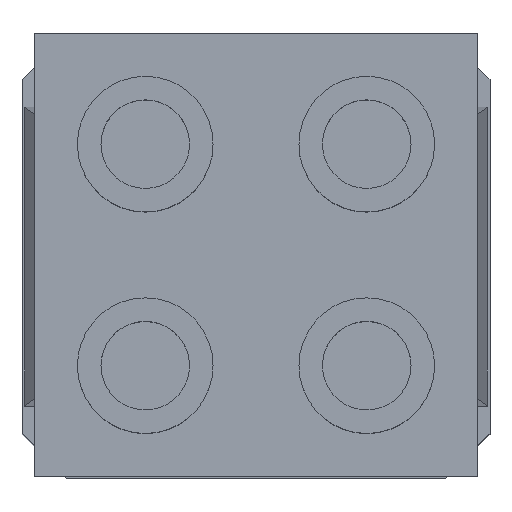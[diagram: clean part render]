
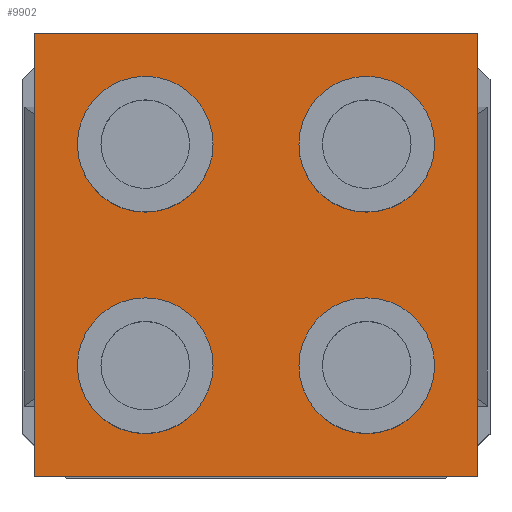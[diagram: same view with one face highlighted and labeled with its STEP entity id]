
A CAD part, top view. The second image highlights one B-rep face of the part: STEP entity #9902.
In plain terms, the highlighted planar face has unit normal (0, 0, 1).
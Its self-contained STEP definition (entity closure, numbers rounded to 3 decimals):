
#7889 = PLANE('',#7890);
#7890 = AXIS2_PLACEMENT_3D('',#7891,#7892,#7893);
#7891 = CARTESIAN_POINT('',(-8.,-8.,36.8));
#7892 = DIRECTION('',(0.,1.,0.));
#7893 = DIRECTION('',(0.,0.,1.));
#8579 = PLANE('',#8580);
#8580 = AXIS2_PLACEMENT_3D('',#8581,#8582,#8583);
#8581 = CARTESIAN_POINT('',(8.,-8.,36.8));
#8582 = DIRECTION('',(1.,0.,0.));
#8583 = DIRECTION('',(0.,0.,1.));
#8756 = PLANE('',#8757);
#8757 = AXIS2_PLACEMENT_3D('',#8758,#8759,#8760);
#8758 = CARTESIAN_POINT('',(-8.,8.,36.8));
#8759 = DIRECTION('',(0.,1.,0.));
#8760 = DIRECTION('',(0.,0.,1.));
#8986 = PLANE('',#8987);
#8987 = AXIS2_PLACEMENT_3D('',#8988,#8989,#8990);
#8988 = CARTESIAN_POINT('',(-8.,-8.,36.8));
#8989 = DIRECTION('',(1.,0.,0.));
#8990 = DIRECTION('',(0.,0.,1.));
#9544 = VERTEX_POINT('',#9545);
#9545 = CARTESIAN_POINT('',(-8.,-8.,38.4));
#9566 = EDGE_CURVE('',#9544,#9567,#9569,.T.);
#9567 = VERTEX_POINT('',#9568);
#9568 = CARTESIAN_POINT('',(8.,-8.,38.4));
#9569 = SURFACE_CURVE('',#9570,(#9574,#9581),.PCURVE_S1.);
#9570 = LINE('',#9571,#9572);
#9571 = CARTESIAN_POINT('',(-8.,-8.,38.4));
#9572 = VECTOR('',#9573,1.);
#9573 = DIRECTION('',(1.,0.,0.));
#9574 = PCURVE('',#7889,#9575);
#9575 = DEFINITIONAL_REPRESENTATION('',(#9576),#9580);
#9576 = LINE('',#9577,#9578);
#9577 = CARTESIAN_POINT('',(1.6,0.));
#9578 = VECTOR('',#9579,1.);
#9579 = DIRECTION('',(0.,1.));
#9580 = ( GEOMETRIC_REPRESENTATION_CONTEXT(2) 
PARAMETRIC_REPRESENTATION_CONTEXT() REPRESENTATION_CONTEXT('2D SPACE',''
  ) );
#9581 = PCURVE('',#9582,#9587);
#9582 = PLANE('',#9583);
#9583 = AXIS2_PLACEMENT_3D('',#9584,#9585,#9586);
#9584 = CARTESIAN_POINT('',(-8.,-8.,38.4));
#9585 = DIRECTION('',(0.,0.,1.));
#9586 = DIRECTION('',(1.,0.,0.));
#9587 = DEFINITIONAL_REPRESENTATION('',(#9588),#9592);
#9588 = LINE('',#9589,#9590);
#9589 = CARTESIAN_POINT('',(0.,0.));
#9590 = VECTOR('',#9591,1.);
#9591 = DIRECTION('',(1.,0.));
#9592 = ( GEOMETRIC_REPRESENTATION_CONTEXT(2) 
PARAMETRIC_REPRESENTATION_CONTEXT() REPRESENTATION_CONTEXT('2D SPACE',''
  ) );
#9694 = VERTEX_POINT('',#9695);
#9695 = CARTESIAN_POINT('',(8.,8.,38.4));
#9716 = EDGE_CURVE('',#9567,#9694,#9717,.T.);
#9717 = SURFACE_CURVE('',#9718,(#9722,#9729),.PCURVE_S1.);
#9718 = LINE('',#9719,#9720);
#9719 = CARTESIAN_POINT('',(8.,-8.,38.4));
#9720 = VECTOR('',#9721,1.);
#9721 = DIRECTION('',(0.,1.,0.));
#9722 = PCURVE('',#8579,#9723);
#9723 = DEFINITIONAL_REPRESENTATION('',(#9724),#9728);
#9724 = LINE('',#9725,#9726);
#9725 = CARTESIAN_POINT('',(1.6,0.));
#9726 = VECTOR('',#9727,1.);
#9727 = DIRECTION('',(0.,-1.));
#9728 = ( GEOMETRIC_REPRESENTATION_CONTEXT(2) 
PARAMETRIC_REPRESENTATION_CONTEXT() REPRESENTATION_CONTEXT('2D SPACE',''
  ) );
#9729 = PCURVE('',#9582,#9730);
#9730 = DEFINITIONAL_REPRESENTATION('',(#9731),#9735);
#9731 = LINE('',#9732,#9733);
#9732 = CARTESIAN_POINT('',(16.,0.));
#9733 = VECTOR('',#9734,1.);
#9734 = DIRECTION('',(0.,1.));
#9735 = ( GEOMETRIC_REPRESENTATION_CONTEXT(2) 
PARAMETRIC_REPRESENTATION_CONTEXT() REPRESENTATION_CONTEXT('2D SPACE',''
  ) );
#9748 = VERTEX_POINT('',#9749);
#9749 = CARTESIAN_POINT('',(-8.,8.,38.4));
#9770 = EDGE_CURVE('',#9748,#9694,#9771,.T.);
#9771 = SURFACE_CURVE('',#9772,(#9776,#9783),.PCURVE_S1.);
#9772 = LINE('',#9773,#9774);
#9773 = CARTESIAN_POINT('',(-8.,8.,38.4));
#9774 = VECTOR('',#9775,1.);
#9775 = DIRECTION('',(1.,0.,0.));
#9776 = PCURVE('',#8756,#9777);
#9777 = DEFINITIONAL_REPRESENTATION('',(#9778),#9782);
#9778 = LINE('',#9779,#9780);
#9779 = CARTESIAN_POINT('',(1.6,0.));
#9780 = VECTOR('',#9781,1.);
#9781 = DIRECTION('',(0.,1.));
#9782 = ( GEOMETRIC_REPRESENTATION_CONTEXT(2) 
PARAMETRIC_REPRESENTATION_CONTEXT() REPRESENTATION_CONTEXT('2D SPACE',''
  ) );
#9783 = PCURVE('',#9582,#9784);
#9784 = DEFINITIONAL_REPRESENTATION('',(#9785),#9789);
#9785 = LINE('',#9786,#9787);
#9786 = CARTESIAN_POINT('',(0.,16.));
#9787 = VECTOR('',#9788,1.);
#9788 = DIRECTION('',(1.,0.));
#9789 = ( GEOMETRIC_REPRESENTATION_CONTEXT(2) 
PARAMETRIC_REPRESENTATION_CONTEXT() REPRESENTATION_CONTEXT('2D SPACE',''
  ) );
#9827 = EDGE_CURVE('',#9544,#9748,#9828,.T.);
#9828 = SURFACE_CURVE('',#9829,(#9833,#9840),.PCURVE_S1.);
#9829 = LINE('',#9830,#9831);
#9830 = CARTESIAN_POINT('',(-8.,-8.,38.4));
#9831 = VECTOR('',#9832,1.);
#9832 = DIRECTION('',(0.,1.,0.));
#9833 = PCURVE('',#8986,#9834);
#9834 = DEFINITIONAL_REPRESENTATION('',(#9835),#9839);
#9835 = LINE('',#9836,#9837);
#9836 = CARTESIAN_POINT('',(1.6,0.));
#9837 = VECTOR('',#9838,1.);
#9838 = DIRECTION('',(0.,-1.));
#9839 = ( GEOMETRIC_REPRESENTATION_CONTEXT(2) 
PARAMETRIC_REPRESENTATION_CONTEXT() REPRESENTATION_CONTEXT('2D SPACE',''
  ) );
#9840 = PCURVE('',#9582,#9841);
#9841 = DEFINITIONAL_REPRESENTATION('',(#9842),#9846);
#9842 = LINE('',#9843,#9844);
#9843 = CARTESIAN_POINT('',(0.,0.));
#9844 = VECTOR('',#9845,1.);
#9845 = DIRECTION('',(0.,1.));
#9846 = ( GEOMETRIC_REPRESENTATION_CONTEXT(2) 
PARAMETRIC_REPRESENTATION_CONTEXT() REPRESENTATION_CONTEXT('2D SPACE',''
  ) );
#9902 = ADVANCED_FACE('',(#9903,#9909,#9940,#9971,#10002),#9582,.T.);
#9903 = FACE_BOUND('',#9904,.T.);
#9904 = EDGE_LOOP('',(#9905,#9906,#9907,#9908));
#9905 = ORIENTED_EDGE('',*,*,#9827,.F.);
#9906 = ORIENTED_EDGE('',*,*,#9566,.T.);
#9907 = ORIENTED_EDGE('',*,*,#9716,.T.);
#9908 = ORIENTED_EDGE('',*,*,#9770,.F.);
#9909 = FACE_BOUND('',#9910,.T.);
#9910 = EDGE_LOOP('',(#9911));
#9911 = ORIENTED_EDGE('',*,*,#9912,.F.);
#9912 = EDGE_CURVE('',#9913,#9913,#9915,.T.);
#9913 = VERTEX_POINT('',#9914);
#9914 = CARTESIAN_POINT('',(-1.55,-4.,38.4));
#9915 = SURFACE_CURVE('',#9916,(#9921,#9928),.PCURVE_S1.);
#9916 = CIRCLE('',#9917,2.45);
#9917 = AXIS2_PLACEMENT_3D('',#9918,#9919,#9920);
#9918 = CARTESIAN_POINT('',(-4.,-4.,38.4));
#9919 = DIRECTION('',(0.,0.,1.));
#9920 = DIRECTION('',(1.,0.,0.));
#9921 = PCURVE('',#9582,#9922);
#9922 = DEFINITIONAL_REPRESENTATION('',(#9923),#9927);
#9923 = CIRCLE('',#9924,2.45);
#9924 = AXIS2_PLACEMENT_2D('',#9925,#9926);
#9925 = CARTESIAN_POINT('',(4.,4.));
#9926 = DIRECTION('',(1.,0.));
#9927 = ( GEOMETRIC_REPRESENTATION_CONTEXT(2) 
PARAMETRIC_REPRESENTATION_CONTEXT() REPRESENTATION_CONTEXT('2D SPACE',''
  ) );
#9928 = PCURVE('',#9929,#9934);
#9929 = CYLINDRICAL_SURFACE('',#9930,2.45);
#9930 = AXIS2_PLACEMENT_3D('',#9931,#9932,#9933);
#9931 = CARTESIAN_POINT('',(-4.,-4.,38.4));
#9932 = DIRECTION('',(0.,0.,1.));
#9933 = DIRECTION('',(1.,0.,0.));
#9934 = DEFINITIONAL_REPRESENTATION('',(#9935),#9939);
#9935 = LINE('',#9936,#9937);
#9936 = CARTESIAN_POINT('',(0.,0.));
#9937 = VECTOR('',#9938,1.);
#9938 = DIRECTION('',(1.,0.));
#9939 = ( GEOMETRIC_REPRESENTATION_CONTEXT(2) 
PARAMETRIC_REPRESENTATION_CONTEXT() REPRESENTATION_CONTEXT('2D SPACE',''
  ) );
#9940 = FACE_BOUND('',#9941,.T.);
#9941 = EDGE_LOOP('',(#9942));
#9942 = ORIENTED_EDGE('',*,*,#9943,.F.);
#9943 = EDGE_CURVE('',#9944,#9944,#9946,.T.);
#9944 = VERTEX_POINT('',#9945);
#9945 = CARTESIAN_POINT('',(6.45,-4.,38.4));
#9946 = SURFACE_CURVE('',#9947,(#9952,#9959),.PCURVE_S1.);
#9947 = CIRCLE('',#9948,2.45);
#9948 = AXIS2_PLACEMENT_3D('',#9949,#9950,#9951);
#9949 = CARTESIAN_POINT('',(4.,-4.,38.4));
#9950 = DIRECTION('',(0.,0.,1.));
#9951 = DIRECTION('',(1.,0.,0.));
#9952 = PCURVE('',#9582,#9953);
#9953 = DEFINITIONAL_REPRESENTATION('',(#9954),#9958);
#9954 = CIRCLE('',#9955,2.45);
#9955 = AXIS2_PLACEMENT_2D('',#9956,#9957);
#9956 = CARTESIAN_POINT('',(12.,4.));
#9957 = DIRECTION('',(1.,0.));
#9958 = ( GEOMETRIC_REPRESENTATION_CONTEXT(2) 
PARAMETRIC_REPRESENTATION_CONTEXT() REPRESENTATION_CONTEXT('2D SPACE',''
  ) );
#9959 = PCURVE('',#9960,#9965);
#9960 = CYLINDRICAL_SURFACE('',#9961,2.45);
#9961 = AXIS2_PLACEMENT_3D('',#9962,#9963,#9964);
#9962 = CARTESIAN_POINT('',(4.,-4.,38.4));
#9963 = DIRECTION('',(0.,0.,1.));
#9964 = DIRECTION('',(1.,0.,0.));
#9965 = DEFINITIONAL_REPRESENTATION('',(#9966),#9970);
#9966 = LINE('',#9967,#9968);
#9967 = CARTESIAN_POINT('',(0.,0.));
#9968 = VECTOR('',#9969,1.);
#9969 = DIRECTION('',(1.,0.));
#9970 = ( GEOMETRIC_REPRESENTATION_CONTEXT(2) 
PARAMETRIC_REPRESENTATION_CONTEXT() REPRESENTATION_CONTEXT('2D SPACE',''
  ) );
#9971 = FACE_BOUND('',#9972,.T.);
#9972 = EDGE_LOOP('',(#9973));
#9973 = ORIENTED_EDGE('',*,*,#9974,.F.);
#9974 = EDGE_CURVE('',#9975,#9975,#9977,.T.);
#9975 = VERTEX_POINT('',#9976);
#9976 = CARTESIAN_POINT('',(-1.55,4.,38.4));
#9977 = SURFACE_CURVE('',#9978,(#9983,#9990),.PCURVE_S1.);
#9978 = CIRCLE('',#9979,2.45);
#9979 = AXIS2_PLACEMENT_3D('',#9980,#9981,#9982);
#9980 = CARTESIAN_POINT('',(-4.,4.,38.4));
#9981 = DIRECTION('',(0.,0.,1.));
#9982 = DIRECTION('',(1.,0.,0.));
#9983 = PCURVE('',#9582,#9984);
#9984 = DEFINITIONAL_REPRESENTATION('',(#9985),#9989);
#9985 = CIRCLE('',#9986,2.45);
#9986 = AXIS2_PLACEMENT_2D('',#9987,#9988);
#9987 = CARTESIAN_POINT('',(4.,12.));
#9988 = DIRECTION('',(1.,0.));
#9989 = ( GEOMETRIC_REPRESENTATION_CONTEXT(2) 
PARAMETRIC_REPRESENTATION_CONTEXT() REPRESENTATION_CONTEXT('2D SPACE',''
  ) );
#9990 = PCURVE('',#9991,#9996);
#9991 = CYLINDRICAL_SURFACE('',#9992,2.45);
#9992 = AXIS2_PLACEMENT_3D('',#9993,#9994,#9995);
#9993 = CARTESIAN_POINT('',(-4.,4.,38.4));
#9994 = DIRECTION('',(0.,0.,1.));
#9995 = DIRECTION('',(1.,0.,0.));
#9996 = DEFINITIONAL_REPRESENTATION('',(#9997),#10001);
#9997 = LINE('',#9998,#9999);
#9998 = CARTESIAN_POINT('',(0.,0.));
#9999 = VECTOR('',#10000,1.);
#10000 = DIRECTION('',(1.,0.));
#10001 = ( GEOMETRIC_REPRESENTATION_CONTEXT(2) 
PARAMETRIC_REPRESENTATION_CONTEXT() REPRESENTATION_CONTEXT('2D SPACE',''
  ) );
#10002 = FACE_BOUND('',#10003,.T.);
#10003 = EDGE_LOOP('',(#10004));
#10004 = ORIENTED_EDGE('',*,*,#10005,.F.);
#10005 = EDGE_CURVE('',#10006,#10006,#10008,.T.);
#10006 = VERTEX_POINT('',#10007);
#10007 = CARTESIAN_POINT('',(6.45,4.,38.4));
#10008 = SURFACE_CURVE('',#10009,(#10014,#10021),.PCURVE_S1.);
#10009 = CIRCLE('',#10010,2.45);
#10010 = AXIS2_PLACEMENT_3D('',#10011,#10012,#10013);
#10011 = CARTESIAN_POINT('',(4.,4.,38.4));
#10012 = DIRECTION('',(0.,0.,1.));
#10013 = DIRECTION('',(1.,0.,0.));
#10014 = PCURVE('',#9582,#10015);
#10015 = DEFINITIONAL_REPRESENTATION('',(#10016),#10020);
#10016 = CIRCLE('',#10017,2.45);
#10017 = AXIS2_PLACEMENT_2D('',#10018,#10019);
#10018 = CARTESIAN_POINT('',(12.,12.));
#10019 = DIRECTION('',(1.,0.));
#10020 = ( GEOMETRIC_REPRESENTATION_CONTEXT(2) 
PARAMETRIC_REPRESENTATION_CONTEXT() REPRESENTATION_CONTEXT('2D SPACE',''
  ) );
#10021 = PCURVE('',#10022,#10027);
#10022 = CYLINDRICAL_SURFACE('',#10023,2.45);
#10023 = AXIS2_PLACEMENT_3D('',#10024,#10025,#10026);
#10024 = CARTESIAN_POINT('',(4.,4.,38.4));
#10025 = DIRECTION('',(0.,0.,1.));
#10026 = DIRECTION('',(1.,0.,0.));
#10027 = DEFINITIONAL_REPRESENTATION('',(#10028),#10032);
#10028 = LINE('',#10029,#10030);
#10029 = CARTESIAN_POINT('',(0.,0.));
#10030 = VECTOR('',#10031,1.);
#10031 = DIRECTION('',(1.,0.));
#10032 = ( GEOMETRIC_REPRESENTATION_CONTEXT(2) 
PARAMETRIC_REPRESENTATION_CONTEXT() REPRESENTATION_CONTEXT('2D SPACE',''
  ) );
